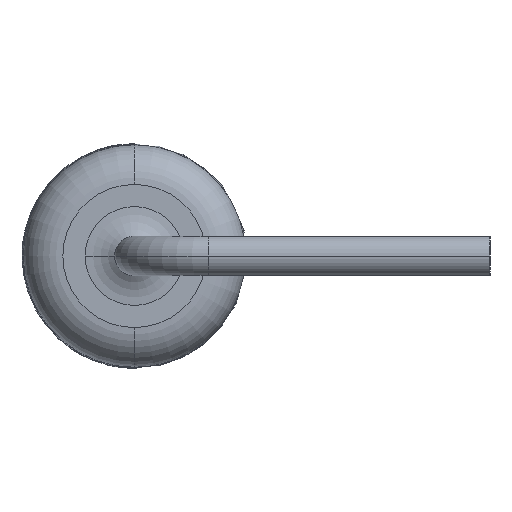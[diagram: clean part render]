
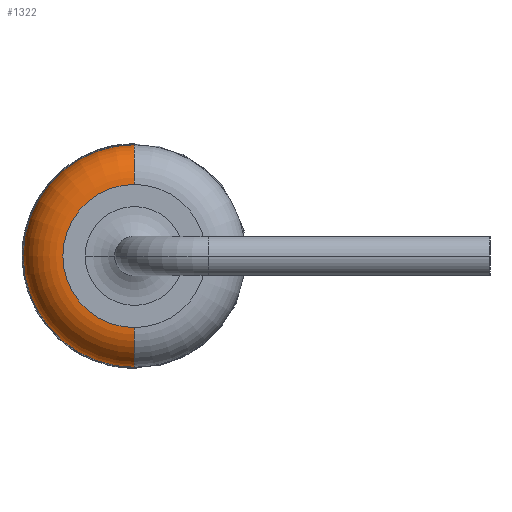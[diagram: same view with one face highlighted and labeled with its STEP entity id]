
A CAD part, left-side view. The second image highlights one B-rep face of the part: STEP entity #1322.
In plain terms, the highlighted toroidal (fillet/blend) face has major radius 1.45 mm and minor radius 0.8 mm.
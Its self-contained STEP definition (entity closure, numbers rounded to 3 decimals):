
#61 = CARTESIAN_POINT ( 'NONE',  ( -4.7, 0., -1.45 ) ) ;
#135 = EDGE_CURVE ( 'NONE', #2290, #1158, #1076, .T. ) ;
#203 = DIRECTION ( 'NONE',  ( 0., 0., 1. ) ) ;
#257 = DIRECTION ( 'NONE',  ( 0., 0., -1. ) ) ;
#378 = AXIS2_PLACEMENT_3D ( 'NONE', #61, #670, #257 ) ;
#476 = CIRCLE ( 'NONE', #1247, 1.45 ) ;
#495 = VERTEX_POINT ( 'NONE', #1634 ) ;
#500 = CARTESIAN_POINT ( 'NONE',  ( -4.7, 0., 0. ) ) ;
#560 = CARTESIAN_POINT ( 'NONE',  ( -5.5, 0., 1.45 ) ) ;
#599 = EDGE_CURVE ( 'NONE', #2464, #2290, #476, .T. ) ;
#648 = DIRECTION ( 'NONE',  ( 0., 0., -1. ) ) ;
#670 = DIRECTION ( 'NONE',  ( 0., -1., 0. ) ) ;
#678 = EDGE_CURVE ( 'NONE', #1158, #495, #1078, .T. ) ;
#725 = ORIENTED_EDGE ( 'NONE', *, *, #1563, .T. ) ;
#968 = CARTESIAN_POINT ( 'NONE',  ( -5.5, 0., 0. ) ) ;
#1008 = TOROIDAL_SURFACE ( 'NONE', #2543, 1.45, 0.8 ) ;
#1076 = CIRCLE ( 'NONE', #378, 0.8 ) ;
#1078 = CIRCLE ( 'NONE', #1204, 2.25 ) ;
#1158 = VERTEX_POINT ( 'NONE', #2154 ) ;
#1204 = AXIS2_PLACEMENT_3D ( 'NONE', #1295, #1260, #2494 ) ;
#1247 = AXIS2_PLACEMENT_3D ( 'NONE', #968, #2363, #1490 ) ;
#1260 = DIRECTION ( 'NONE',  ( 1., 0., 0. ) ) ;
#1265 = EDGE_LOOP ( 'NONE', ( #2231, #725, #2621, #1430 ) ) ;
#1292 = CIRCLE ( 'NONE', #2635, 0.8 ) ;
#1295 = CARTESIAN_POINT ( 'NONE',  ( -4.7, 0., 0. ) ) ;
#1322 = ADVANCED_FACE ( 'NONE', ( #1744 ), #1008, .T. ) ;
#1430 = ORIENTED_EDGE ( 'NONE', *, *, #135, .F. ) ;
#1490 = DIRECTION ( 'NONE',  ( 0., 0., -1. ) ) ;
#1563 = EDGE_CURVE ( 'NONE', #2464, #495, #1292, .T. ) ;
#1634 = CARTESIAN_POINT ( 'NONE',  ( -4.7, 0., 2.25 ) ) ;
#1744 = FACE_OUTER_BOUND ( 'NONE', #1265, .T. ) ;
#1798 = CARTESIAN_POINT ( 'NONE',  ( -4.7, 0., 1.45 ) ) ;
#1969 = CARTESIAN_POINT ( 'NONE',  ( -5.5, 0., -1.45 ) ) ;
#2154 = CARTESIAN_POINT ( 'NONE',  ( -4.7, 0., -2.25 ) ) ;
#2201 = DIRECTION ( 'NONE',  ( 0., 1., 0. ) ) ;
#2231 = ORIENTED_EDGE ( 'NONE', *, *, #599, .F. ) ;
#2290 = VERTEX_POINT ( 'NONE', #1969 ) ;
#2363 = DIRECTION ( 'NONE',  ( -1., 0., 0. ) ) ;
#2464 = VERTEX_POINT ( 'NONE', #560 ) ;
#2494 = DIRECTION ( 'NONE',  ( 0., 0., -1. ) ) ;
#2519 = DIRECTION ( 'NONE',  ( 1., 0., 0. ) ) ;
#2543 = AXIS2_PLACEMENT_3D ( 'NONE', #500, #2519, #648 ) ;
#2621 = ORIENTED_EDGE ( 'NONE', *, *, #678, .F. ) ;
#2635 = AXIS2_PLACEMENT_3D ( 'NONE', #1798, #2201, #203 ) ;
